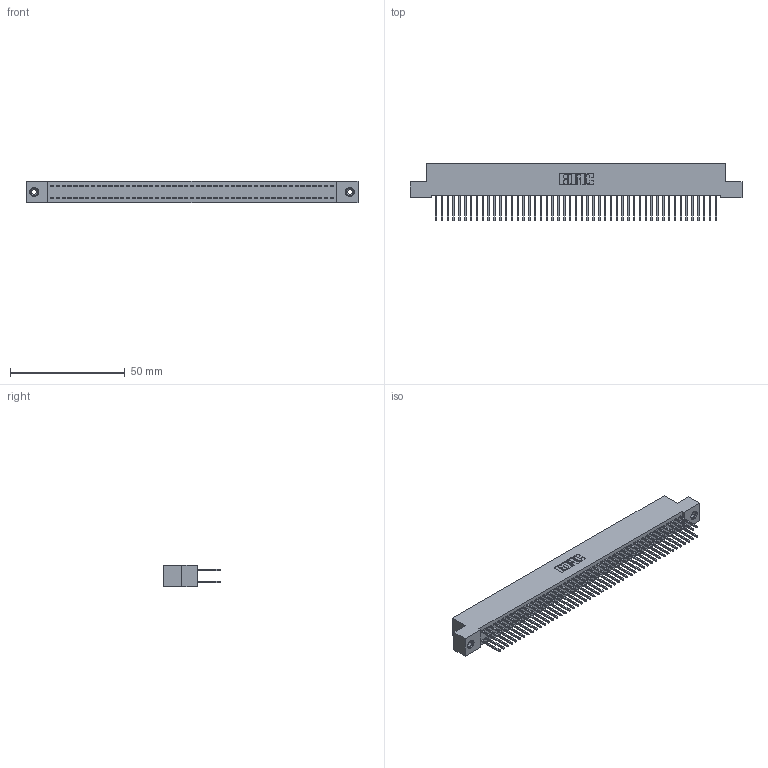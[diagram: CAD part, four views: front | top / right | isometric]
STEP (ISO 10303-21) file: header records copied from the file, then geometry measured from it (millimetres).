
FILE_DESCRIPTION (( 'STEP AP203' ), '1' );
FILE_NAME ('342-098-523-208.STEP', '2018-08-14T03:45:21', ( '' ), ( '' ), 'SwSTEP 2.0', 'SolidWorks 2016', '' );
FILE_SCHEMA (( 'CONFIG_CONTROL_DESIGN' ));
Length unit declared in the file: inch
Products named in the file (4): 342 Part_TI; 345-292-001_345-293-123; 345-250-001_345-250-003-102; 342-098-523-208
Assembly tree (101 placements, depth 2):
  342-098-523-208
    342 Part_TI
    345-292-001_345-293-123  x98
    345-250-001_345-250-003-102  x2
Bounding box: 144.78 x 25.15 x 9.4 mm (x, y, z)
Volume: 13236.8 mm3; surface area: 22583.5 mm2
Topology: 101 solids, 101 shells, 5266 faces, 15625 edges, 10278 vertices
Faces by surface type: plane 3626, cylinder 1624, cone 12, torus 4
Entity records: 31690 total; most frequent: CARTESIAN_POINT 5225, ORIENTED_EDGE 5154, DIRECTION 4483, EDGE_CURVE 2577, VECTOR 2429, LINE 2429, VERTEX_POINT 1712, AXIS2_PLACEMENT_3D 1027
